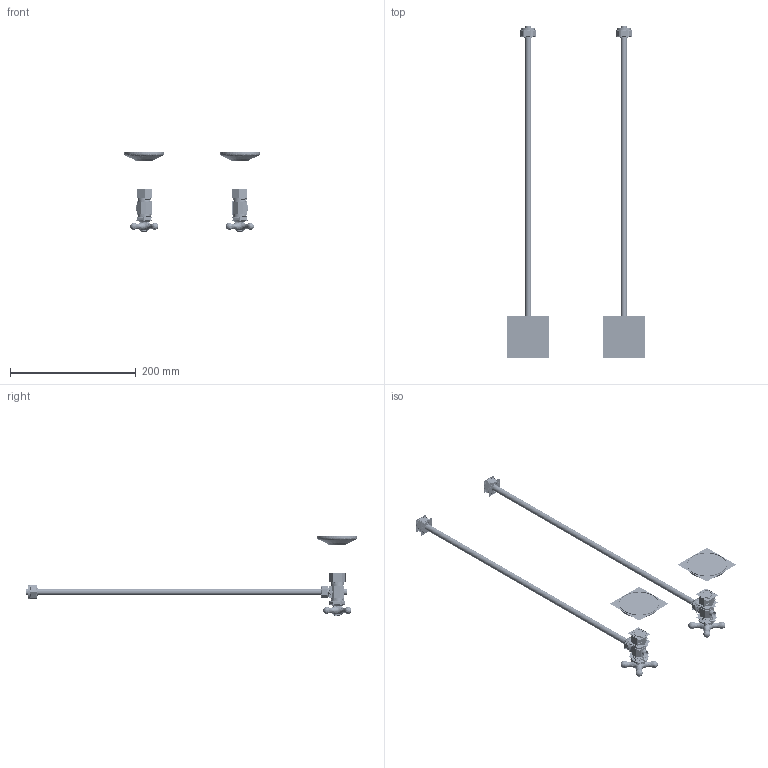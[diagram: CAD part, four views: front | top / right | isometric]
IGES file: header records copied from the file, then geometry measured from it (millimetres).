
Start section:  PTC IGES file: 493x.igs
Global section: file name: 493x.igs; native system: Creo Parametric by PTC Inc.; preprocessor: 2018500; author: NSantos; organization: Unknown; date: 20210617.232115; units: inch
Bounding box: 218.44 x 528.75 x 128.55 mm (x, y, z)
Surface area: 4180081.7 mm2 (no closed solid volume)
Topology: 0 solids, 2 shells, 3264 faces, 57881 edges, 76212 vertices
Faces by surface type: revolution 1830, bspline 1430, extrusion 4
